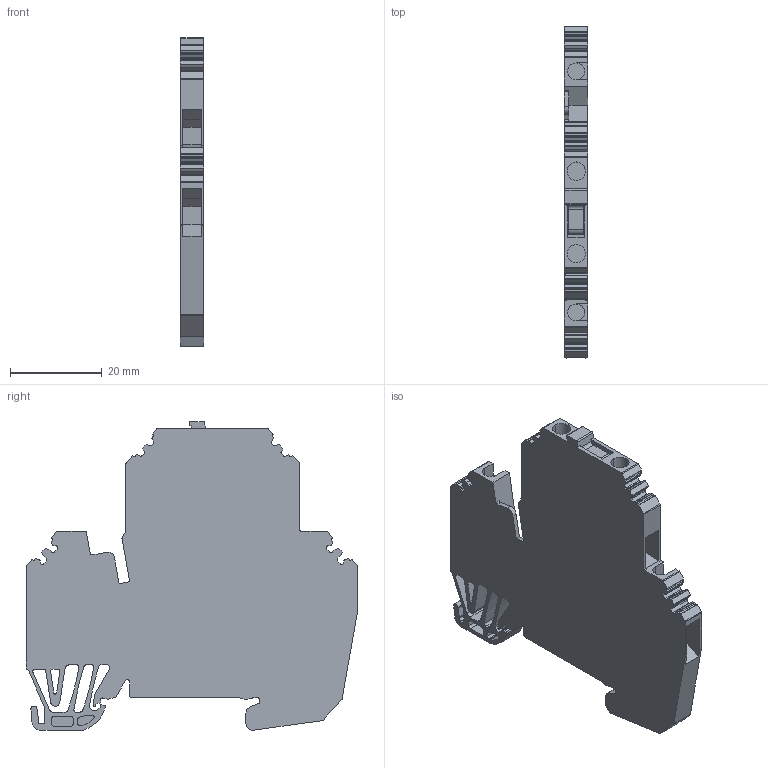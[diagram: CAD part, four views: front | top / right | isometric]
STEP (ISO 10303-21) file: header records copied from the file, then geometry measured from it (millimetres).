
FILE_DESCRIPTION(('CATIA V5 STEP Exchange','CAx-IF Rec.Pracs.--- Model Styling and Organization---1.4--- 2014-01-23'),'2;1');
FILE_NAME ('D1450223_1', '2021-12-09T06:38:18+00:00', ('none'), ('Weidmueller'), 'CATIA Version 5-6 Release 2016 SP3 HF44', 'CATIA V5 STEP AP214', 'none');
FILE_SCHEMA(('AUTOMOTIVE_DESIGN { 1 0 10303 214 1 1 1 1 }'));
Length unit declared in the file: millimetre
Products named in the file (1): 1247310000
Bounding box: 5.1 x 72.5 x 67.39 mm (x, y, z)
Volume: 15085.3 mm3; surface area: 10715 mm2
Topology: 2 solids, 3 shells, 464 faces, 1345 edges, 897 vertices
Faces by surface type: plane 250, cylinder 182, extrusion 32
Entity records: 15927 total; most frequent: CARTESIAN_POINT 3574, ORIENTED_EDGE 2690, DIRECTION 2036, EDGE_CURVE 1345, VECTOR 947, LINE 915, VERTEX_POINT 897, AXIS2_PLACEMENT_3D 702
